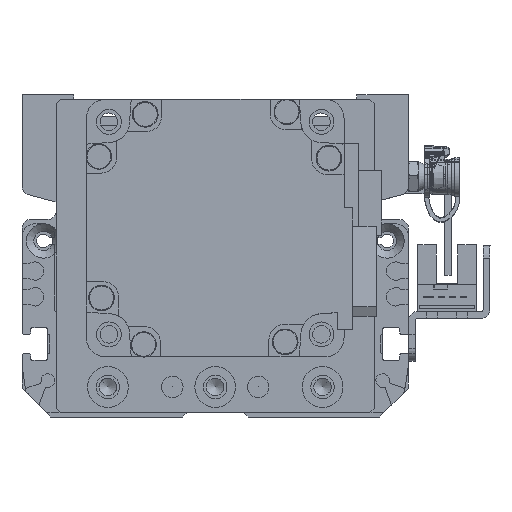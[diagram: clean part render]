
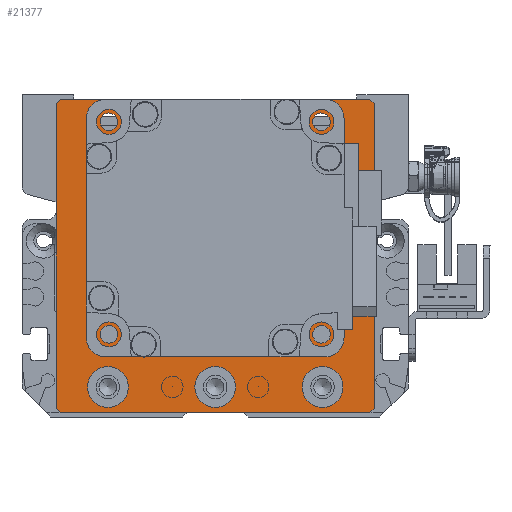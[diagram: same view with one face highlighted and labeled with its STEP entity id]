
A CAD part, left-side view. The second image highlights one B-rep face of the part: STEP entity #21377.
In plain terms, the highlighted face is planar.
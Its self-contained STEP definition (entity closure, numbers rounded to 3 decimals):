
#850=FACE_BOUND('',#3602,.T.);
#851=FACE_BOUND('',#3603,.T.);
#852=FACE_BOUND('',#3604,.T.);
#853=FACE_BOUND('',#3605,.T.);
#854=FACE_BOUND('',#3606,.T.);
#855=FACE_BOUND('',#3607,.T.);
#856=FACE_BOUND('',#3608,.T.);
#857=FACE_BOUND('',#3609,.T.);
#1269=PLANE('',#23669);
#2178=FACE_OUTER_BOUND('',#3601,.T.);
#3601=EDGE_LOOP('',(#17540,#17541,#17542,#17543,#17544,#17545,#17546,#17547));
#3602=EDGE_LOOP('',(#17548));
#3603=EDGE_LOOP('',(#17549));
#3604=EDGE_LOOP('',(#17550));
#3605=EDGE_LOOP('',(#17551));
#3606=EDGE_LOOP('',(#17552));
#3607=EDGE_LOOP('',(#17553));
#3608=EDGE_LOOP('',(#17554));
#3609=EDGE_LOOP('',(#17555));
#5247=LINE('',#35180,#7022);
#5253=LINE('',#35191,#7028);
#5260=LINE('',#35226,#7035);
#5263=LINE('',#35231,#7038);
#5269=LINE('',#35252,#7044);
#5272=LINE('',#35257,#7047);
#5273=LINE('',#35260,#7048);
#5281=LINE('',#35299,#7056);
#7022=VECTOR('',#28219,10.);
#7028=VECTOR('',#28227,10.);
#7035=VECTOR('',#28258,10.);
#7038=VECTOR('',#28263,10.);
#7044=VECTOR('',#28287,10.);
#7047=VECTOR('',#28292,10.);
#7048=VECTOR('',#28295,10.);
#7056=VECTOR('',#28345,10.);
#8469=CIRCLE('',#23638,4.75);
#8472=CIRCLE('',#23644,4.75);
#8475=CIRCLE('',#23650,4.75);
#8477=CIRCLE('',#23656,2.067);
#8478=CIRCLE('',#23658,2.067);
#8479=CIRCLE('',#23660,2.067);
#8480=CIRCLE('',#23662,2.067);
#8483=CIRCLE('',#23667,25.);
#10076=VERTEX_POINT('',#35178);
#10077=VERTEX_POINT('',#35179);
#10081=VERTEX_POINT('',#35189);
#10097=VERTEX_POINT('',#35225);
#10098=VERTEX_POINT('',#35229);
#10104=VERTEX_POINT('',#35251);
#10105=VERTEX_POINT('',#35255);
#10106=VERTEX_POINT('',#35259);
#10109=VERTEX_POINT('',#35268);
#10112=VERTEX_POINT('',#35279);
#10115=VERTEX_POINT('',#35290);
#10117=VERTEX_POINT('',#35301);
#10118=VERTEX_POINT('',#35305);
#10119=VERTEX_POINT('',#35309);
#10120=VERTEX_POINT('',#35313);
#10123=VERTEX_POINT('',#35322);
#12673=EDGE_CURVE('',#10076,#10077,#5247,.T.);
#12679=EDGE_CURVE('',#10076,#10081,#5253,.T.);
#12696=EDGE_CURVE('',#10097,#10081,#5260,.T.);
#12699=EDGE_CURVE('',#10097,#10098,#5263,.T.);
#12708=EDGE_CURVE('',#10104,#10098,#5269,.T.);
#12711=EDGE_CURVE('',#10104,#10105,#5272,.T.);
#12712=EDGE_CURVE('',#10106,#10105,#5273,.T.);
#12716=EDGE_CURVE('',#10109,#10109,#8469,.T.);
#12721=EDGE_CURVE('',#10112,#10112,#8472,.T.);
#12726=EDGE_CURVE('',#10115,#10115,#8475,.T.);
#12730=EDGE_CURVE('',#10106,#10077,#5281,.T.);
#12731=EDGE_CURVE('',#10117,#10117,#8477,.T.);
#12733=EDGE_CURVE('',#10118,#10118,#8478,.T.);
#12735=EDGE_CURVE('',#10119,#10119,#8479,.T.);
#12737=EDGE_CURVE('',#10120,#10120,#8480,.T.);
#12741=EDGE_CURVE('',#10123,#10123,#8483,.T.);
#17540=ORIENTED_EDGE('',*,*,#12673,.F.);
#17541=ORIENTED_EDGE('',*,*,#12679,.T.);
#17542=ORIENTED_EDGE('',*,*,#12696,.F.);
#17543=ORIENTED_EDGE('',*,*,#12699,.T.);
#17544=ORIENTED_EDGE('',*,*,#12708,.F.);
#17545=ORIENTED_EDGE('',*,*,#12711,.T.);
#17546=ORIENTED_EDGE('',*,*,#12712,.F.);
#17547=ORIENTED_EDGE('',*,*,#12730,.T.);
#17548=ORIENTED_EDGE('',*,*,#12716,.T.);
#17549=ORIENTED_EDGE('',*,*,#12721,.T.);
#17550=ORIENTED_EDGE('',*,*,#12726,.T.);
#17551=ORIENTED_EDGE('',*,*,#12731,.T.);
#17552=ORIENTED_EDGE('',*,*,#12733,.T.);
#17553=ORIENTED_EDGE('',*,*,#12735,.T.);
#17554=ORIENTED_EDGE('',*,*,#12737,.T.);
#17555=ORIENTED_EDGE('',*,*,#12741,.T.);
#21377=ADVANCED_FACE('',(#2178,#850,#851,#852,#853,#854,#855,#856,#857),
#1269,.T.);
#23638=AXIS2_PLACEMENT_3D('',#35269,#28305,#28306);
#23644=AXIS2_PLACEMENT_3D('',#35280,#28319,#28320);
#23650=AXIS2_PLACEMENT_3D('',#35291,#28333,#28334);
#23656=AXIS2_PLACEMENT_3D('',#35302,#28348,#28349);
#23658=AXIS2_PLACEMENT_3D('',#35306,#28353,#28354);
#23660=AXIS2_PLACEMENT_3D('',#35310,#28358,#28359);
#23662=AXIS2_PLACEMENT_3D('',#35314,#28363,#28364);
#23667=AXIS2_PLACEMENT_3D('',#35323,#28374,#28375);
#23669=AXIS2_PLACEMENT_3D('',#35327,#28380,#28381);
#28219=DIRECTION('',(0.707,-0.707,0.));
#28227=DIRECTION('',(-1.,0.,0.));
#28258=DIRECTION('',(0.707,0.707,0.));
#28263=DIRECTION('',(0.,-1.,0.));
#28287=DIRECTION('',(-0.707,0.707,0.));
#28292=DIRECTION('',(1.,0.,0.));
#28295=DIRECTION('',(-0.707,-0.707,0.));
#28305=DIRECTION('center_axis',(0.,0.,-1.));
#28306=DIRECTION('ref_axis',(1.,0.,0.));
#28319=DIRECTION('center_axis',(0.,0.,-1.));
#28320=DIRECTION('ref_axis',(1.,0.,0.));
#28333=DIRECTION('center_axis',(0.,0.,-1.));
#28334=DIRECTION('ref_axis',(1.,0.,0.));
#28345=DIRECTION('',(0.,1.,0.));
#28348=DIRECTION('center_axis',(0.,0.,-1.));
#28349=DIRECTION('ref_axis',(1.,0.,0.));
#28353=DIRECTION('center_axis',(0.,0.,-1.));
#28354=DIRECTION('ref_axis',(1.,0.,0.));
#28358=DIRECTION('center_axis',(0.,0.,-1.));
#28359=DIRECTION('ref_axis',(1.,0.,0.));
#28363=DIRECTION('center_axis',(0.,0.,-1.));
#28364=DIRECTION('ref_axis',(1.,0.,0.));
#28374=DIRECTION('center_axis',(0.,0.,-1.));
#28375=DIRECTION('ref_axis',(1.,0.,0.));
#28380=DIRECTION('center_axis',(0.,0.,1.));
#28381=DIRECTION('ref_axis',(1.,0.,0.));
#35178=CARTESIAN_POINT('',(36.,37.5,59.));
#35179=CARTESIAN_POINT('',(37.,36.5,59.));
#35180=CARTESIAN_POINT('',(36.625,36.875,59.));
#35189=CARTESIAN_POINT('',(-36.,37.5,59.));
#35191=CARTESIAN_POINT('',(37.,37.5,59.));
#35225=CARTESIAN_POINT('',(-37.,36.5,59.));
#35226=CARTESIAN_POINT('',(-36.625,36.875,59.));
#35229=CARTESIAN_POINT('',(-37.,-34.5,59.));
#35231=CARTESIAN_POINT('',(-37.,35.5,59.));
#35251=CARTESIAN_POINT('',(-36.,-35.5,59.));
#35252=CARTESIAN_POINT('',(-36.125,-35.375,59.));
#35255=CARTESIAN_POINT('',(36.,-35.5,59.));
#35257=CARTESIAN_POINT('',(-37.,-35.5,59.));
#35259=CARTESIAN_POINT('',(37.,-34.5,59.));
#35260=CARTESIAN_POINT('',(36.125,-35.375,59.));
#35268=CARTESIAN_POINT('',(-29.75,-29.5,59.));
#35269=CARTESIAN_POINT('Origin',(-25.,-29.5,59.));
#35279=CARTESIAN_POINT('',(-4.75,-29.5,59.));
#35280=CARTESIAN_POINT('Origin',(0.,-29.5,59.));
#35290=CARTESIAN_POINT('',(20.25,-29.5,59.));
#35291=CARTESIAN_POINT('Origin',(25.,-29.5,59.));
#35299=CARTESIAN_POINT('',(37.,-35.5,59.));
#35301=CARTESIAN_POINT('',(-26.816,-17.249,59.));
#35302=CARTESIAN_POINT('Origin',(-24.749,-17.249,59.));
#35305=CARTESIAN_POINT('',(-26.816,32.249,59.));
#35306=CARTESIAN_POINT('Origin',(-24.749,32.249,59.));
#35309=CARTESIAN_POINT('',(22.682,32.249,59.));
#35310=CARTESIAN_POINT('Origin',(24.749,32.249,59.));
#35313=CARTESIAN_POINT('',(22.682,-17.249,59.));
#35314=CARTESIAN_POINT('Origin',(24.749,-17.249,59.));
#35322=CARTESIAN_POINT('',(-25.,7.5,59.));
#35323=CARTESIAN_POINT('Origin',(0.,7.5,59.));
#35327=CARTESIAN_POINT('Origin',(0.,0.,
59.));
